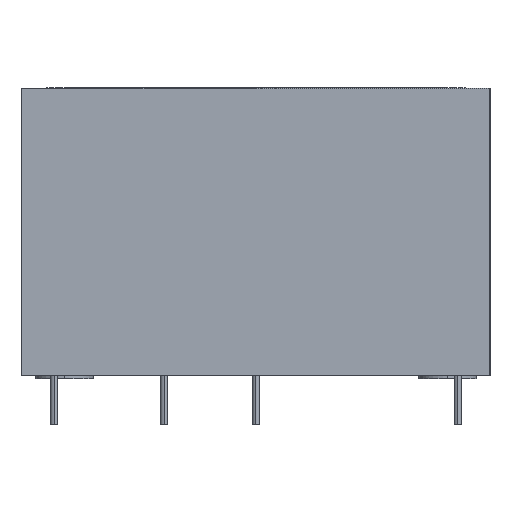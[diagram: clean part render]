
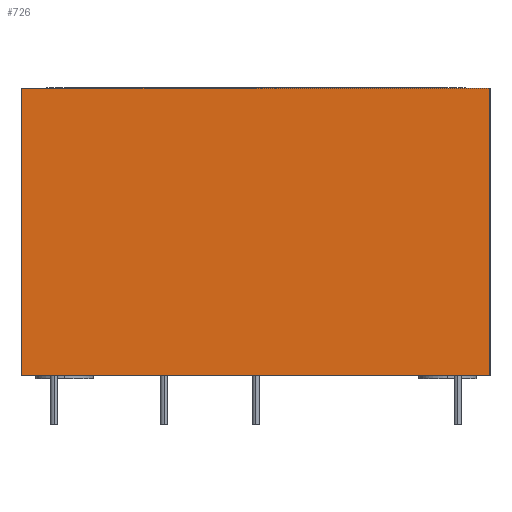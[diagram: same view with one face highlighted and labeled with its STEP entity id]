
A CAD part, left-side view. The second image highlights one B-rep face of the part: STEP entity #726.
In plain terms, the highlighted free-form (B-spline) face has degree [1, 1] with [2, 2] control points.
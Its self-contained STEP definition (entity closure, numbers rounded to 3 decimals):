
#623=CARTESIAN_POINT('',(-45.1,32.35,40.2));
#624=VERTEX_POINT('',#623);
#631=CARTESIAN_POINT('',(-45.1,-32.35,40.2));
#632=VERTEX_POINT('',#631);
#633=CARTESIAN_POINT('',(-45.1,-32.35,40.2));
#634=DIRECTION('',(0.0,1.0,0.0));
#635=VECTOR('',#634,64.7);
#636=LINE('',#633,#635);
#637=EDGE_CURVE('',#632,#624,#636,.T.);
#663=CARTESIAN_POINT('',(-45.1,-32.35,0.5));
#664=VERTEX_POINT('',#663);
#671=CARTESIAN_POINT('',(-45.1,32.35,0.5));
#672=VERTEX_POINT('',#671);
#673=CARTESIAN_POINT('',(-45.1,32.35,0.5));
#674=DIRECTION('',(0.0,-1.0,0.0));
#675=VECTOR('',#674,64.7);
#676=LINE('',#673,#675);
#677=EDGE_CURVE('',#672,#664,#676,.T.);
#693=CARTESIAN_POINT('',(-45.1,32.35,40.2));
#694=DIRECTION('',(0.0,0.0,-1.0));
#695=VECTOR('',#694,39.7);
#696=LINE('',#693,#695);
#697=EDGE_CURVE('',#624,#672,#696,.T.);
#710=CARTESIAN_POINT('',(-45.1,-32.35,40.2));
#711=CARTESIAN_POINT('',(-45.1,-32.35,0.5));
#712=CARTESIAN_POINT('',(-45.1,32.35,40.2));
#713=CARTESIAN_POINT('',(-45.1,32.35,0.5));
#714=B_SPLINE_SURFACE_WITH_KNOTS('',1,1,((#710,#712),(#711,#713)),.UNSPECIFIED.,.F.,.F.,.U.,(2,2),(2,2),(0.0,39.7),(0.0,64.7),.UNSPECIFIED.);
#715=CARTESIAN_POINT('',(-45.1,-32.35,40.2));
#716=DIRECTION('',(0.0,0.0,-1.0));
#717=VECTOR('',#716,39.7);
#718=LINE('',#715,#717);
#719=EDGE_CURVE('',#632,#664,#718,.T.);
#720=ORIENTED_EDGE('',*,*,#719,.F.);
#721=ORIENTED_EDGE('',*,*,#637,.T.);
#722=ORIENTED_EDGE('',*,*,#697,.T.);
#723=ORIENTED_EDGE('',*,*,#677,.T.);
#724=EDGE_LOOP('',(#720,#721,#722,#723));
#725=FACE_OUTER_BOUND('',#724,.T.);
#726=ADVANCED_FACE('',(#725),#714,.F.);
